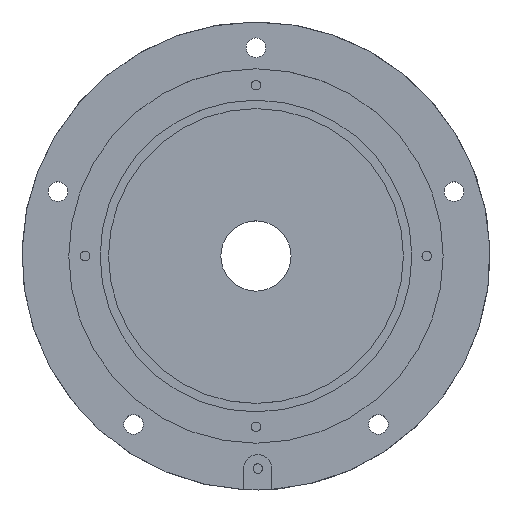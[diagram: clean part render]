
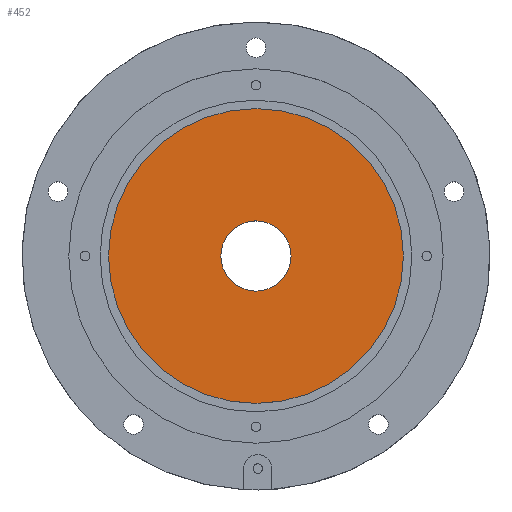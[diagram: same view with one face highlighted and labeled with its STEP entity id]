
A CAD part, top view. The second image highlights one B-rep face of the part: STEP entity #452.
In plain terms, the highlighted planar face has unit normal (0, 0, 1).
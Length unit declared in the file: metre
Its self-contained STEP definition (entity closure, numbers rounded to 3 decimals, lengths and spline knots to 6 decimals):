
#58=ORIENTED_EDGE('',*,*,#154,.F.);
#59=ORIENTED_EDGE('',*,*,#155,.T.);
#154=EDGE_CURVE('',#202,#202,#246,.T.);
#155=EDGE_CURVE('',#203,#203,#247,.T.);
#202=VERTEX_POINT('',#739);
#203=VERTEX_POINT('',#741);
#246=CIRCLE('',#503,0.0075);
#247=CIRCLE('',#504,0.0315);
#285=EDGE_LOOP('',(#58));
#286=EDGE_LOOP('',(#59));
#361=FACE_BOUND('',#285,.T.);
#362=FACE_BOUND('',#286,.T.);
#436=PLANE('',#502);
#452=ADVANCED_FACE('',(#361,#362),#436,.T.);
#502=AXIS2_PLACEMENT_3D('',#737,#581,#582);
#503=AXIS2_PLACEMENT_3D('',#738,#583,#584);
#504=AXIS2_PLACEMENT_3D('',#740,#585,#586);
#581=DIRECTION('',(0.,0.,1.));
#582=DIRECTION('',(1.,0.,0.));
#583=DIRECTION('',(0.,0.,1.));
#584=DIRECTION('',(1.,0.,0.));
#585=DIRECTION('',(0.,0.,1.));
#586=DIRECTION('',(1.,0.,0.));
#737=CARTESIAN_POINT('',(0.,0.,0.1097));
#738=CARTESIAN_POINT('',(0.,0.,0.1097));
#739=CARTESIAN_POINT('',(0.0075,0.,0.1097));
#740=CARTESIAN_POINT('',(0.,0.,0.1097));
#741=CARTESIAN_POINT('',(0.0315,0.,0.1097));
